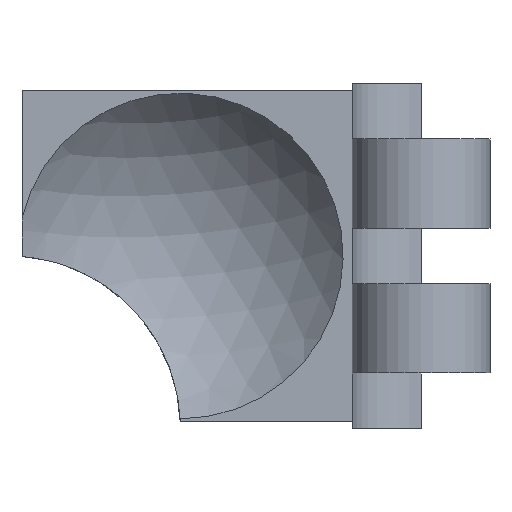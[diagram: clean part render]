
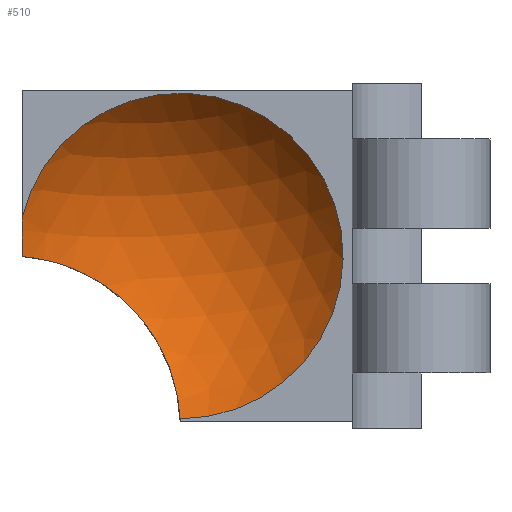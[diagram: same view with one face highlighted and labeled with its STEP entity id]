
A CAD part, left-side view. The second image highlights one B-rep face of the part: STEP entity #510.
In plain terms, the highlighted spherical face has radius 29.321 mm.
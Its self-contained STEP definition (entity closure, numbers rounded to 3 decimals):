
#381=CARTESIAN_POINT('',(2.,35.036,1.342));
#382=VERTEX_POINT('',#381);
#383=CARTESIAN_POINT('',(2.865,58.,24.92));
#384=VERTEX_POINT('',#383);
#385=CARTESIAN_POINT('',(2.,35.036,1.342));
#386=CARTESIAN_POINT('',(3.381,35.09,2.353));
#387=CARTESIAN_POINT('',(4.666,35.213,3.482));
#388=CARTESIAN_POINT('',(7.042,35.687,5.965));
#389=CARTESIAN_POINT('',(8.117,36.053,7.329));
#390=CARTESIAN_POINT('',(9.943,37.105,10.158));
#391=CARTESIAN_POINT('',(10.761,37.868,11.773));
#392=CARTESIAN_POINT('',(11.574,39.347,14.117));
#393=CARTESIAN_POINT('',(11.779,39.893,14.886));
#394=CARTESIAN_POINT('',(12.047,41.064,16.349));
#395=CARTESIAN_POINT('',(12.111,41.687,17.042));
#396=CARTESIAN_POINT('',(12.111,42.958,18.313));
#397=CARTESIAN_POINT('',(12.047,43.651,18.936));
#398=CARTESIAN_POINT('',(11.779,45.114,20.107));
#399=CARTESIAN_POINT('',(11.574,45.883,20.653));
#400=CARTESIAN_POINT('',(10.761,48.227,22.132));
#401=CARTESIAN_POINT('',(9.943,49.842,22.895));
#402=CARTESIAN_POINT('',(8.117,52.671,23.947));
#403=CARTESIAN_POINT('',(7.042,54.035,24.313));
#404=CARTESIAN_POINT('',(4.91,56.263,24.738));
#405=CARTESIAN_POINT('',(3.92,57.165,24.853));
#406=CARTESIAN_POINT('',(2.865,58.,24.92));
#407=B_SPLINE_CURVE_WITH_KNOTS('',3,(#385,#386,#387,#388,#389,#390,#391,#392,#393,#394,#395,#396,#397,#398,#399,#400,#401,#402,#403,#404,#405,#406),.UNSPECIFIED.,.F.,.U.,(4,2,2,2,2,2,2,2,2,2,4),(0.,5.083,10.493,16.114,18.925,21.735,24.546,27.356,32.977,38.387,42.393),.UNSPECIFIED.);
#408=EDGE_CURVE('',#382,#384,#407,.T.);
#476=CARTESIAN_POINT('',(2.,58.,30.542));
#477=VERTEX_POINT('',#476);
#484=CARTESIAN_POINT('',(-15.321,58.,25.));
#485=DIRECTION('',(1.,0.,-0.004));
#486=DIRECTION('',(0.,-1.,0.));
#487=AXIS2_PLACEMENT_3D('',#484,#486,#485);
#488=CIRCLE('',#487,18.186);
#489=EDGE_CURVE('',#384,#477,#488,.T.);
#494=CARTESIAN_POINT('',(-15.321,35.,25.));
#495=DIRECTION('',(-0.925,-0.296,0.239));
#496=DIRECTION('',(-0.227,-0.073,-0.971));
#497=AXIS2_PLACEMENT_3D('',#494,#496,#495);
#498=SPHERICAL_SURFACE('',#497,29.321);
#499=ORIENTED_EDGE('',*,*,#408,.T.);
#500=ORIENTED_EDGE('',*,*,#489,.T.);
#501=CARTESIAN_POINT('',(2.,35.,25.));
#502=DIRECTION('',(0.,0.002,-1.));
#503=DIRECTION('',(-1.,0.,0.));
#504=AXIS2_PLACEMENT_3D('',#501,#503,#502);
#505=CIRCLE('',#504,23.658);
#506=EDGE_CURVE('',#382,#477,#505,.T.);
#507=ORIENTED_EDGE('E42',*,*,#506,.F.);
#508=EDGE_LOOP('',(#499,#500,#507));
#509=FACE_OUTER_BOUND('',#508,.F.);
#510=ADVANCED_FACE('F14',(#509),#498,.F.);
